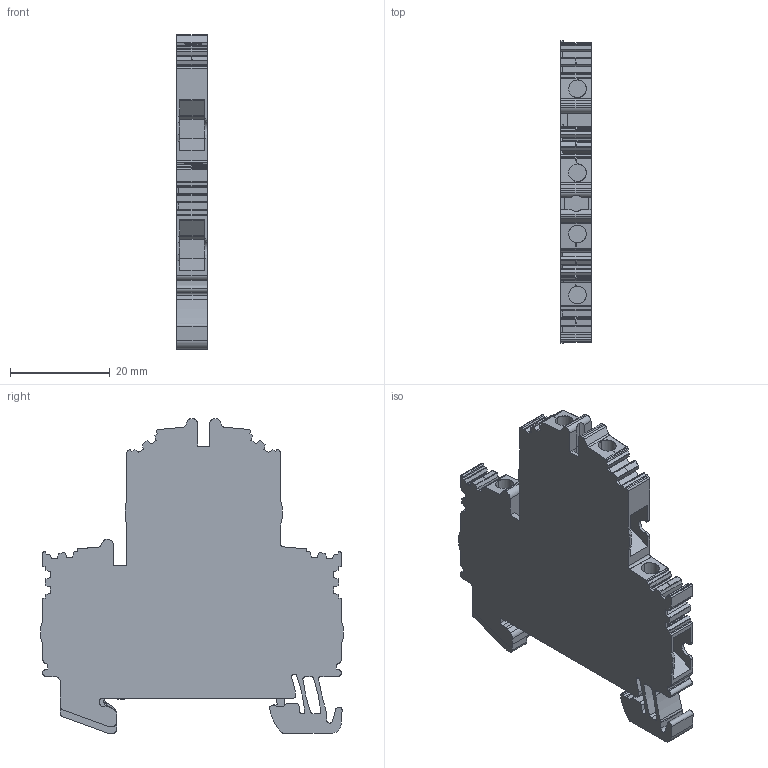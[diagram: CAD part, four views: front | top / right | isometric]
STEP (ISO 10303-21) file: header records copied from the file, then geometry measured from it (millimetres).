
FILE_DESCRIPTION(('CATIA V5 STEP Exchange','CAx-IF Rec.Pracs.--- Model Styling and Organization---1.4--- 2014-01-23'),'2;1');
FILE_NAME ('D1447566_0', '2020-04-23T04:58:56+00:00', ('none'), ('Weidmueller'), 'CATIA Version 5-6 Release 2016 SP3 HF44', 'CATIA V5 STEP AP214', 'none');
FILE_SCHEMA(('AUTOMOTIVE_DESIGN { 1 0 10303 214 1 1 1 1 }'));
Length unit declared in the file: millimetre
Products named in the file (1): 1041920000_WDK_4N_PE
Bounding box: 6.1 x 60.7 x 63.25 mm (x, y, z)
Volume: 14002.4 mm3; surface area: 8628.3 mm2
Topology: 16 solids, 16 shells, 613 faces, 1707 edges, 1130 vertices
Faces by surface type: plane 435, cylinder 166, extrusion 10, torus 2
Entity records: 21311 total; most frequent: CARTESIAN_POINT 5673, ORIENTED_EDGE 3414, DIRECTION 2550, EDGE_CURVE 1707, VECTOR 1343, LINE 1333, VERTEX_POINT 1130, AXIS2_PLACEMENT_3D 677
